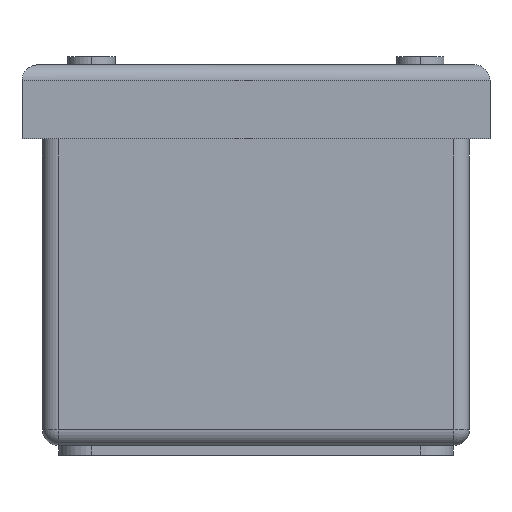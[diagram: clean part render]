
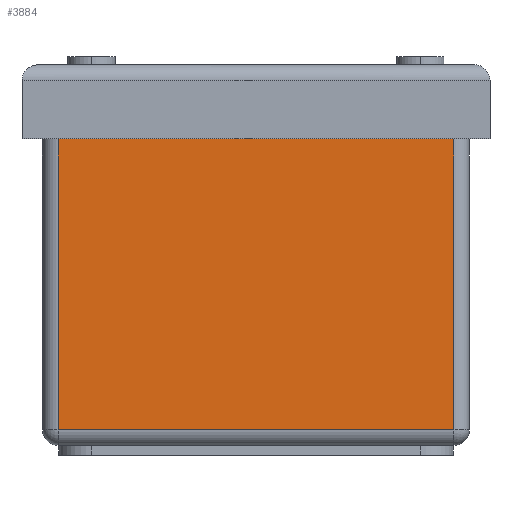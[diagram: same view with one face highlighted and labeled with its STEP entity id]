
A CAD part, left-side view. The second image highlights one B-rep face of the part: STEP entity #3884.
In plain terms, the highlighted planar face has unit normal (-1, 0, 0).
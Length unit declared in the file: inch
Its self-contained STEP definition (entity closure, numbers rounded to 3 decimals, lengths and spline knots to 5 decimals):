
#667 = EDGE_LOOP ( 'NONE', ( #3394, #1295, #4345, #4187 ) ) ;
#1295 = ORIENTED_EDGE ( 'NONE', *, *, #3611, .T. ) ;
#1392 = LINE ( 'NONE', #1518, #6919 ) ;
#1518 = CARTESIAN_POINT ( 'NONE',  ( -0.00006, 3.24997, 2.61614 ) ) ;
#1964 = CARTESIAN_POINT ( 'NONE',  ( -0.00006, 3.24997, 2.73622 ) ) ;
#2294 = VERTEX_POINT ( 'NONE', #2878 ) ;
#2395 = CARTESIAN_POINT ( 'NONE',  ( -0.00006, 0.12005, 2.61614 ) ) ;
#2512 = VERTEX_POINT ( 'NONE', #2395 ) ;
#2878 = CARTESIAN_POINT ( 'NONE',  ( -0.00006, 0.12005, 0.12008 ) ) ;
#2977 = DIRECTION ( 'NONE',  ( 1., 0., 0. ) ) ;
#3394 = ORIENTED_EDGE ( 'NONE', *, *, #4109, .T. ) ;
#3580 = DIRECTION ( 'NONE',  ( 0., 0., -1. ) ) ;
#3611 = EDGE_CURVE ( 'NONE', #2294, #2512, #7045, .T. ) ;
#3867 = VERTEX_POINT ( 'NONE', #6377 ) ;
#3884 = ADVANCED_FACE ( 'NONE', ( #9496 ), #4703, .F. ) ;
#4109 = EDGE_CURVE ( 'NONE', #9733, #2294, #5948, .T. ) ;
#4163 = CARTESIAN_POINT ( 'NONE',  ( -0.00006, 3.24997, 0.12008 ) ) ;
#4187 = ORIENTED_EDGE ( 'NONE', *, *, #6587, .T. ) ;
#4345 = ORIENTED_EDGE ( 'NONE', *, *, #10743, .T. ) ;
#4703 = PLANE ( 'NONE',  #9133 ) ;
#5143 = DIRECTION ( 'NONE',  ( 0., 1., 0. ) ) ;
#5251 = CARTESIAN_POINT ( 'NONE',  ( -0.00006, 3.12989, 2.73622 ) ) ;
#5873 = VECTOR ( 'NONE', #9724, 39.37008 ) ;
#5948 = LINE ( 'NONE', #4163, #5873 ) ;
#5966 = DIRECTION ( 'NONE',  ( 0., 0., 1. ) ) ;
#6377 = CARTESIAN_POINT ( 'NONE',  ( -0.00006, 3.12989, 2.61614 ) ) ;
#6587 = EDGE_CURVE ( 'NONE', #3867, #9733, #11776, .T. ) ;
#6869 = CARTESIAN_POINT ( 'NONE',  ( -0.00006, 0.12005, 2.73622 ) ) ;
#6919 = VECTOR ( 'NONE', #5143, 39.37008 ) ;
#7045 = LINE ( 'NONE', #6869, #7501 ) ;
#7501 = VECTOR ( 'NONE', #5966, 39.37008 ) ;
#8221 = CARTESIAN_POINT ( 'NONE',  ( -0.00006, 3.12989, 0.12008 ) ) ;
#9133 = AXIS2_PLACEMENT_3D ( 'NONE', #1964, #2977, #11166 ) ;
#9496 = FACE_OUTER_BOUND ( 'NONE', #667, .T. ) ;
#9724 = DIRECTION ( 'NONE',  ( 0., -1., 0. ) ) ;
#9733 = VERTEX_POINT ( 'NONE', #8221 ) ;
#10543 = VECTOR ( 'NONE', #3580, 39.37008 ) ;
#10743 = EDGE_CURVE ( 'NONE', #2512, #3867, #1392, .T. ) ;
#11166 = DIRECTION ( 'NONE',  ( 0., 1., 0. ) ) ;
#11776 = LINE ( 'NONE', #5251, #10543 ) ;
